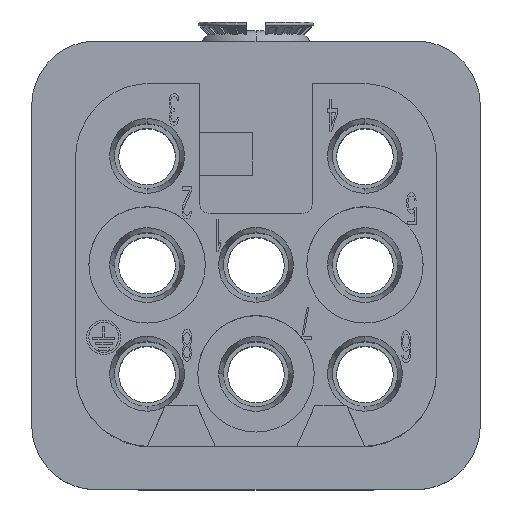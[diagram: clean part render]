
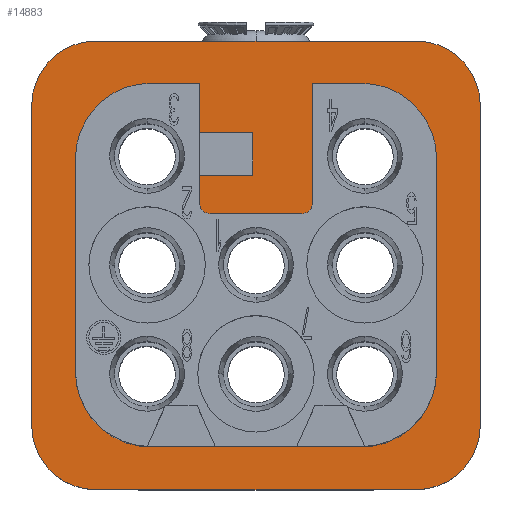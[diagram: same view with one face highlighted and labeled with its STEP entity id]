
A CAD part, top view. The second image highlights one B-rep face of the part: STEP entity #14883.
In plain terms, the highlighted planar face has unit normal (0, 0, 1).
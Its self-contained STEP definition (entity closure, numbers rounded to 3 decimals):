
#1394=DIRECTION('',(-1.,0.,0.));
#1395=VECTOR('',#1394,9.9);
#1396=CARTESIAN_POINT('',(4.95,-8.5,1.5));
#1397=LINE('',#1396,#1395);
#1402=DIRECTION('',(1.,0.,0.));
#1403=VECTOR('',#1402,15.);
#1404=CARTESIAN_POINT('',(-7.5,10.5,1.5));
#1405=LINE('',#1404,#1403);
#1406=DIRECTION('',(0.,-1.,0.));
#1407=VECTOR('',#1406,15.);
#1408=CARTESIAN_POINT('',(10.5,7.5,1.5));
#1409=LINE('',#1408,#1407);
#1410=DIRECTION('',(-1.,0.,0.));
#1411=VECTOR('',#1410,15.);
#1412=CARTESIAN_POINT('',(7.5,-10.5,1.5));
#1413=LINE('',#1412,#1411);
#1414=DIRECTION('',(0.,1.,0.));
#1415=VECTOR('',#1414,15.);
#1416=CARTESIAN_POINT('',(-10.5,-7.5,1.5));
#1417=LINE('',#1416,#1415);
#1418=DIRECTION('',(0.,-1.,0.));
#1419=VECTOR('',#1418,5.6);
#1420=CARTESIAN_POINT('',(2.65,8.5,1.5));
#1421=LINE('',#1420,#1419);
#1422=CARTESIAN_POINT('',(2.15,2.9,1.5));
#1423=DIRECTION('',(0.,0.,-1.));
#1424=DIRECTION('',(1.,0.,0.));
#1425=AXIS2_PLACEMENT_3D('',#1422,#1423,#1424);
#1427=CARTESIAN_POINT('',(-2.15,2.9,1.5));
#1428=DIRECTION('',(0.,0.,-1.));
#1429=DIRECTION('',(0.,-1.,0.));
#1430=AXIS2_PLACEMENT_3D('',#1427,#1428,#1429);
#1432=DIRECTION('',(1.,0.,0.));
#1433=VECTOR('',#1432,2.5);
#1434=CARTESIAN_POINT('',(-2.65,4.2,1.5));
#1435=LINE('',#1434,#1433);
#1436=DIRECTION('',(0.,1.,0.));
#1437=VECTOR('',#1436,2.);
#1438=CARTESIAN_POINT('',(-0.15,4.2,1.5));
#1439=LINE('',#1438,#1437);
#1440=DIRECTION('',(-1.,0.,0.));
#1441=VECTOR('',#1440,2.5);
#1442=CARTESIAN_POINT('',(-0.15,6.2,1.5));
#1443=LINE('',#1442,#1441);
#1444=CARTESIAN_POINT('',(-4.95,5.,1.5));
#1445=DIRECTION('',(0.,0.,1.));
#1446=DIRECTION('',(0.,1.,0.));
#1447=AXIS2_PLACEMENT_3D('',#1444,#1445,#1446);
#1449=CARTESIAN_POINT('',(-4.95,-5.,1.5));
#1450=DIRECTION('',(0.,0.,1.));
#1451=DIRECTION('',(-1.,0.,0.));
#1452=AXIS2_PLACEMENT_3D('',#1449,#1450,#1451);
#1454=CARTESIAN_POINT('',(4.95,-5.,1.5));
#1455=DIRECTION('',(0.,0.,1.));
#1456=DIRECTION('',(0.,-1.,0.));
#1457=AXIS2_PLACEMENT_3D('',#1454,#1455,#1456);
#1459=CARTESIAN_POINT('',(4.95,5.,1.5));
#1460=DIRECTION('',(0.,0.,1.));
#1461=DIRECTION('',(1.,0.,0.));
#1462=AXIS2_PLACEMENT_3D('',#1459,#1460,#1461);
#1468=CARTESIAN_POINT('',(-7.5,7.5,1.5));
#1469=DIRECTION('',(0.,0.,1.));
#1470=DIRECTION('',(0.,1.,0.));
#1471=AXIS2_PLACEMENT_3D('',#1468,#1469,#1470);
#3179=CARTESIAN_POINT('',(-4.95,-8.5,1.5));
#3185=DIRECTION('',(0.,1.,0.));
#3186=VECTOR('',#3185,10.);
#3187=CARTESIAN_POINT('',(-8.45,-5.,1.5));
#3188=LINE('',#3187,#3186);
#3197=DIRECTION('',(1.,0.,0.));
#3198=VECTOR('',#3197,2.3);
#3199=CARTESIAN_POINT('',(-4.95,8.5,1.5));
#3200=LINE('',#3199,#3198);
#3213=DIRECTION('',(0.,-1.,0.));
#3214=VECTOR('',#3213,1.3);
#3215=CARTESIAN_POINT('',(-2.65,4.2,1.5));
#3216=LINE('',#3215,#3214);
#3225=DIRECTION('',(0.,-1.,0.));
#3226=VECTOR('',#3225,2.3);
#3227=CARTESIAN_POINT('',(-2.65,8.5,1.5));
#3228=LINE('',#3227,#3226);
#3257=DIRECTION('',(1.,0.,0.));
#3258=VECTOR('',#3257,4.3);
#3259=CARTESIAN_POINT('',(-2.15,2.4,1.5));
#3260=LINE('',#3259,#3258);
#3273=DIRECTION('',(1.,0.,0.));
#3274=VECTOR('',#3273,2.3);
#3275=CARTESIAN_POINT('',(2.65,8.5,1.5));
#3276=LINE('',#3275,#3274);
#3289=DIRECTION('',(0.,-1.,0.));
#3290=VECTOR('',#3289,10.);
#3291=CARTESIAN_POINT('',(8.45,5.,1.5));
#3292=LINE('',#3291,#3290);
#3293=CARTESIAN_POINT('',(4.95,-8.5,1.5));
#8961=CARTESIAN_POINT('',(-7.5,-7.5,1.5));
#8962=DIRECTION('',(0.,0.,1.));
#8963=DIRECTION('',(-1.,0.,0.));
#8964=AXIS2_PLACEMENT_3D('',#8961,#8962,#8963);
#8983=CARTESIAN_POINT('',(7.5,-7.5,1.5));
#8984=DIRECTION('',(0.,0.,1.));
#8985=DIRECTION('',(0.,-1.,0.));
#8986=AXIS2_PLACEMENT_3D('',#8983,#8984,#8985);
#9005=CARTESIAN_POINT('',(7.5,7.5,1.5));
#9006=DIRECTION('',(0.,0.,1.));
#9007=DIRECTION('',(1.,0.,0.));
#9008=AXIS2_PLACEMENT_3D('',#9005,#9006,#9007);
#11063=CARTESIAN_POINT('',(8.45,-5.,1.5));
#11064=VERTEX_POINT('',#11063);
#11065=CARTESIAN_POINT('',(8.45,5.,1.5));
#11066=VERTEX_POINT('',#11065);
#11067=CARTESIAN_POINT('',(4.95,8.5,1.5));
#11068=VERTEX_POINT('',#11067);
#11069=CARTESIAN_POINT('',(2.65,8.5,1.5));
#11070=VERTEX_POINT('',#11069);
#11071=CARTESIAN_POINT('',(-2.65,8.5,1.5));
#11072=VERTEX_POINT('',#11071);
#11073=CARTESIAN_POINT('',(-4.95,8.5,1.5));
#11074=VERTEX_POINT('',#11073);
#11075=CARTESIAN_POINT('',(2.65,2.9,1.5));
#11076=VERTEX_POINT('',#11075);
#11077=CARTESIAN_POINT('',(-7.5,10.5,1.5));
#11078=CARTESIAN_POINT('',(-10.5,7.5,1.5));
#11079=VERTEX_POINT('',#11077);
#11080=VERTEX_POINT('',#11078);
#11081=CARTESIAN_POINT('',(7.5,10.5,1.5));
#11082=VERTEX_POINT('',#11081);
#11083=CARTESIAN_POINT('',(10.5,7.5,1.5));
#11084=VERTEX_POINT('',#11083);
#11085=CARTESIAN_POINT('',(10.5,-7.5,1.5));
#11086=VERTEX_POINT('',#11085);
#11087=CARTESIAN_POINT('',(7.5,-10.5,1.5));
#11088=VERTEX_POINT('',#11087);
#11089=CARTESIAN_POINT('',(-7.5,-10.5,1.5));
#11090=VERTEX_POINT('',#11089);
#11091=CARTESIAN_POINT('',(-10.5,-7.5,1.5));
#11092=VERTEX_POINT('',#11091);
#11093=CARTESIAN_POINT('',(2.15,2.4,1.5));
#11094=VERTEX_POINT('',#11093);
#11095=CARTESIAN_POINT('',(-2.15,2.4,1.5));
#11096=VERTEX_POINT('',#11095);
#11097=CARTESIAN_POINT('',(-2.65,2.9,1.5));
#11098=VERTEX_POINT('',#11097);
#11099=CARTESIAN_POINT('',(-8.45,5.,1.5));
#11100=VERTEX_POINT('',#11099);
#11101=CARTESIAN_POINT('',(-8.45,-5.,1.5));
#11102=VERTEX_POINT('',#11101);
#11158=VERTEX_POINT('',#3293);
#11160=VERTEX_POINT('',#3179);
#11175=CARTESIAN_POINT('',(-0.15,6.2,1.5));
#11176=CARTESIAN_POINT('',(-2.65,6.2,1.5));
#11177=VERTEX_POINT('',#11175);
#11178=VERTEX_POINT('',#11176);
#11179=CARTESIAN_POINT('',(-2.65,4.2,1.5));
#11180=CARTESIAN_POINT('',(-0.15,4.2,1.5));
#11181=VERTEX_POINT('',#11179);
#11182=VERTEX_POINT('',#11180);
#14823=CARTESIAN_POINT('',(0.,0.,1.5));
#14824=DIRECTION('',(0.,0.,1.));
#14825=DIRECTION('',(1.,0.,0.));
#14826=AXIS2_PLACEMENT_3D('',#14823,#14824,#14825);
#14827=PLANE('',#14826);
#14829=ORIENTED_EDGE('',*,*,#14828,.F.);
#14831=ORIENTED_EDGE('',*,*,#14830,.T.);
#14833=ORIENTED_EDGE('',*,*,#14832,.F.);
#14835=ORIENTED_EDGE('',*,*,#14834,.T.);
#14837=ORIENTED_EDGE('',*,*,#14836,.F.);
#14839=ORIENTED_EDGE('',*,*,#14838,.T.);
#14841=ORIENTED_EDGE('',*,*,#14840,.F.);
#14843=ORIENTED_EDGE('',*,*,#14842,.T.);
#14844=EDGE_LOOP('',(#14829,#14831,#14833,#14835,#14837,#14839,#14841,#14843));
#14845=FACE_OUTER_BOUND('',#14844,.F.);
#14847=ORIENTED_EDGE('',*,*,#14846,.T.);
#14849=ORIENTED_EDGE('',*,*,#14848,.T.);
#14851=ORIENTED_EDGE('',*,*,#14850,.F.);
#14853=ORIENTED_EDGE('',*,*,#14852,.T.);
#14855=ORIENTED_EDGE('',*,*,#14854,.F.);
#14857=ORIENTED_EDGE('',*,*,#14856,.T.);
#14859=ORIENTED_EDGE('',*,*,#14858,.T.);
#14861=ORIENTED_EDGE('',*,*,#14860,.T.);
#14863=ORIENTED_EDGE('',*,*,#14862,.F.);
#14865=ORIENTED_EDGE('',*,*,#14864,.F.);
#14867=ORIENTED_EDGE('',*,*,#14866,.T.);
#14869=ORIENTED_EDGE('',*,*,#14868,.F.);
#14871=ORIENTED_EDGE('',*,*,#14870,.T.);
#14872=ORIENTED_EDGE('',*,*,#14807,.F.);
#14874=ORIENTED_EDGE('',*,*,#14873,.T.);
#14876=ORIENTED_EDGE('',*,*,#14875,.F.);
#14878=ORIENTED_EDGE('',*,*,#14877,.T.);
#14880=ORIENTED_EDGE('',*,*,#14879,.F.);
#14881=EDGE_LOOP('',(#14847,#14849,#14851,#14853,#14855,#14857,#14859,#14861,
#14863,#14865,#14867,#14869,#14871,#14872,#14874,#14876,#14878,#14880));
#14882=FACE_BOUND('',#14881,.F.);
#14883=ADVANCED_FACE('',(#14845,#14882),#14827,.T.);
#1426=CIRCLE('',#1425,0.5);
#1431=CIRCLE('',#1430,0.5);
#1448=CIRCLE('',#1447,3.5);
#1453=CIRCLE('',#1452,3.5);
#1458=CIRCLE('',#1457,3.5);
#1463=CIRCLE('',#1462,3.5);
#1472=CIRCLE('',#1471,3.);
#8965=CIRCLE('',#8964,3.);
#8987=CIRCLE('',#8986,3.);
#9009=CIRCLE('',#9008,3.);
#14807=EDGE_CURVE('',#11158,#11160,#1397,.T.);
#14828=EDGE_CURVE('',#11079,#11080,#1472,.T.);
#14830=EDGE_CURVE('',#11079,#11082,#1405,.T.);
#14832=EDGE_CURVE('',#11084,#11082,#9009,.T.);
#14834=EDGE_CURVE('',#11084,#11086,#1409,.T.);
#14836=EDGE_CURVE('',#11088,#11086,#8987,.T.);
#14838=EDGE_CURVE('',#11088,#11090,#1413,.T.);
#14840=EDGE_CURVE('',#11092,#11090,#8965,.T.);
#14842=EDGE_CURVE('',#11092,#11080,#1417,.T.);
#14846=EDGE_CURVE('',#11070,#11076,#1421,.T.);
#14848=EDGE_CURVE('',#11076,#11094,#1426,.T.);
#14850=EDGE_CURVE('',#11096,#11094,#3260,.T.);
#14852=EDGE_CURVE('',#11096,#11098,#1431,.T.);
#14854=EDGE_CURVE('',#11181,#11098,#3216,.T.);
#14856=EDGE_CURVE('',#11181,#11182,#1435,.T.);
#14858=EDGE_CURVE('',#11182,#11177,#1439,.T.);
#14860=EDGE_CURVE('',#11177,#11178,#1443,.T.);
#14862=EDGE_CURVE('',#11072,#11178,#3228,.T.);
#14864=EDGE_CURVE('',#11074,#11072,#3200,.T.);
#14866=EDGE_CURVE('',#11074,#11100,#1448,.T.);
#14868=EDGE_CURVE('',#11102,#11100,#3188,.T.);
#14870=EDGE_CURVE('',#11102,#11160,#1453,.T.);
#14873=EDGE_CURVE('',#11158,#11064,#1458,.T.);
#14875=EDGE_CURVE('',#11066,#11064,#3292,.T.);
#14877=EDGE_CURVE('',#11066,#11068,#1463,.T.);
#14879=EDGE_CURVE('',#11070,#11068,#3276,.T.);
